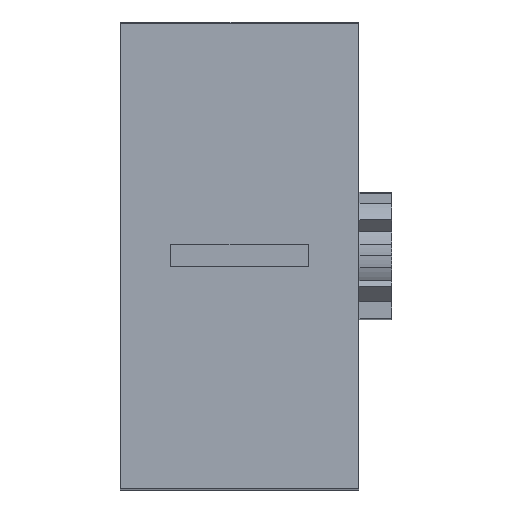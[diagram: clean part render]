
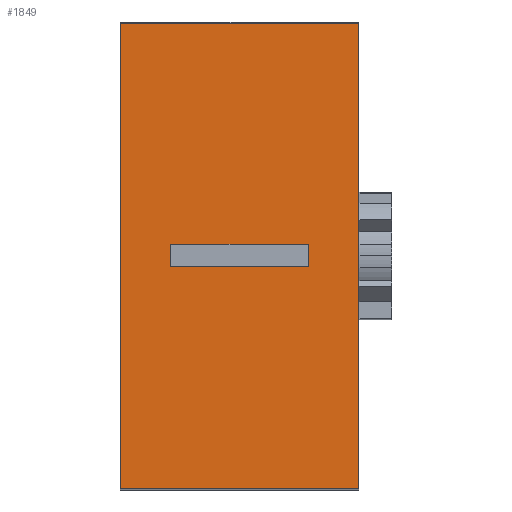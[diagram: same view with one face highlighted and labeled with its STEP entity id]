
A CAD part, top view. The second image highlights one B-rep face of the part: STEP entity #1849.
In plain terms, the highlighted planar face has unit normal (0, 0, 1).
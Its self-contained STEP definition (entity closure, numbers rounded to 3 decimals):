
#77 = CARTESIAN_POINT ( 'NONE',  ( -12.5, 44.5, 60. ) ) ;
#176 = EDGE_CURVE ( 'NONE', #691, #2987, #1028, .T. ) ;
#177 = VERTEX_POINT ( 'NONE', #1460 ) ;
#241 = DIRECTION ( 'NONE',  ( -1., 0., 0. ) ) ;
#269 = LINE ( 'NONE', #1606, #2652 ) ;
#436 = CARTESIAN_POINT ( 'NONE',  ( -21.75, 85., 60. ) ) ;
#500 = LINE ( 'NONE', #2845, #3375 ) ;
#551 = CARTESIAN_POINT ( 'NONE',  ( -12.5, 44.5, 60. ) ) ;
#615 = VECTOR ( 'NONE', #241, 1000. ) ;
#638 = ORIENTED_EDGE ( 'NONE', *, *, #2100, .F. ) ;
#662 = VECTOR ( 'NONE', #2067, 1000. ) ;
#666 = LINE ( 'NONE', #4314, #1175 ) ;
#691 = VERTEX_POINT ( 'NONE', #1794 ) ;
#725 = VECTOR ( 'NONE', #1025, 1000. ) ;
#851 = EDGE_CURVE ( 'NONE', #3209, #177, #269, .T. ) ;
#1025 = DIRECTION ( 'NONE',  ( 0., -1., 0. ) ) ;
#1028 = LINE ( 'NONE', #4046, #725 ) ;
#1049 = ORIENTED_EDGE ( 'NONE', *, *, #2362, .T. ) ;
#1060 = FACE_BOUND ( 'NONE', #3607, .T. ) ;
#1175 = VECTOR ( 'NONE', #1587, 1000. ) ;
#1299 = CARTESIAN_POINT ( 'NONE',  ( -12.5, 40.5, 60. ) ) ;
#1306 = ORIENTED_EDGE ( 'NONE', *, *, #2594, .T. ) ;
#1343 = EDGE_CURVE ( 'NONE', #3209, #1361, #4182, .T. ) ;
#1361 = VERTEX_POINT ( 'NONE', #551 ) ;
#1460 = CARTESIAN_POINT ( 'NONE',  ( 12.5, 40.5, 60. ) ) ;
#1587 = DIRECTION ( 'NONE',  ( -1., 0., 0. ) ) ;
#1600 = EDGE_CURVE ( 'NONE', #3825, #691, #666, .T. ) ;
#1606 = CARTESIAN_POINT ( 'NONE',  ( 12.5, 44.5, 60. ) ) ;
#1725 = CARTESIAN_POINT ( 'NONE',  ( -12.5, 40.5, 60. ) ) ;
#1739 = PLANE ( 'NONE',  #3846 ) ;
#1794 = CARTESIAN_POINT ( 'NONE',  ( -21.75, 84.7, 60. ) ) ;
#1849 = ADVANCED_FACE ( 'NONE', ( #1961, #1060 ), #1739, .F. ) ;
#1859 = VECTOR ( 'NONE', #3753, 1000. ) ;
#1939 = ORIENTED_EDGE ( 'NONE', *, *, #176, .T. ) ;
#1949 = CARTESIAN_POINT ( 'NONE',  ( -21.75, 0., 60. ) ) ;
#1961 = FACE_OUTER_BOUND ( 'NONE', #2105, .T. ) ;
#2044 = ORIENTED_EDGE ( 'NONE', *, *, #1343, .F. ) ;
#2067 = DIRECTION ( 'NONE',  ( 0., -1., 0. ) ) ;
#2100 = EDGE_CURVE ( 'NONE', #3825, #2150, #500, .T. ) ;
#2105 = EDGE_LOOP ( 'NONE', ( #638, #2239, #1939, #1049 ) ) ;
#2150 = VERTEX_POINT ( 'NONE', #4280 ) ;
#2153 = CARTESIAN_POINT ( 'NONE',  ( 12.5, 44.5, 60. ) ) ;
#2239 = ORIENTED_EDGE ( 'NONE', *, *, #1600, .T. ) ;
#2263 = ORIENTED_EDGE ( 'NONE', *, *, #851, .T. ) ;
#2362 = EDGE_CURVE ( 'NONE', #2987, #2150, #2535, .T. ) ;
#2535 = LINE ( 'NONE', #3378, #3634 ) ;
#2585 = LINE ( 'NONE', #77, #662 ) ;
#2594 = EDGE_CURVE ( 'NONE', #177, #3139, #3689, .T. ) ;
#2652 = VECTOR ( 'NONE', #3604, 1000. ) ;
#2669 = ORIENTED_EDGE ( 'NONE', *, *, #3472, .F. ) ;
#2699 = DIRECTION ( 'NONE',  ( -1., 0., 0. ) ) ;
#2845 = CARTESIAN_POINT ( 'NONE',  ( 21.75, 85., 60. ) ) ;
#2987 = VERTEX_POINT ( 'NONE', #1949 ) ;
#3139 = VERTEX_POINT ( 'NONE', #1299 ) ;
#3209 = VERTEX_POINT ( 'NONE', #2153 ) ;
#3249 = CARTESIAN_POINT ( 'NONE',  ( 21.75, 84.7, 60. ) ) ;
#3375 = VECTOR ( 'NONE', #3576, 1000. ) ;
#3378 = CARTESIAN_POINT ( 'NONE',  ( -21.75, 0., 60. ) ) ;
#3472 = EDGE_CURVE ( 'NONE', #1361, #3139, #2585, .T. ) ;
#3483 = CARTESIAN_POINT ( 'NONE',  ( -12.5, 44.5, 60. ) ) ;
#3576 = DIRECTION ( 'NONE',  ( 0., -1., 0. ) ) ;
#3604 = DIRECTION ( 'NONE',  ( 0., -1., 0. ) ) ;
#3607 = EDGE_LOOP ( 'NONE', ( #2669, #2044, #2263, #1306 ) ) ;
#3634 = VECTOR ( 'NONE', #4134, 1000. ) ;
#3689 = LINE ( 'NONE', #1725, #1859 ) ;
#3733 = DIRECTION ( 'NONE',  ( 0., 0., -1. ) ) ;
#3753 = DIRECTION ( 'NONE',  ( -1., 0., 0. ) ) ;
#3825 = VERTEX_POINT ( 'NONE', #3249 ) ;
#3846 = AXIS2_PLACEMENT_3D ( 'NONE', #436, #3733, #2699 ) ;
#4046 = CARTESIAN_POINT ( 'NONE',  ( -21.75, 85., 60. ) ) ;
#4134 = DIRECTION ( 'NONE',  ( 1., 0., 0. ) ) ;
#4182 = LINE ( 'NONE', #3483, #615 ) ;
#4280 = CARTESIAN_POINT ( 'NONE',  ( 21.75, 0., 60. ) ) ;
#4314 = CARTESIAN_POINT ( 'NONE',  ( -21.75, 84.7, 60. ) ) ;
